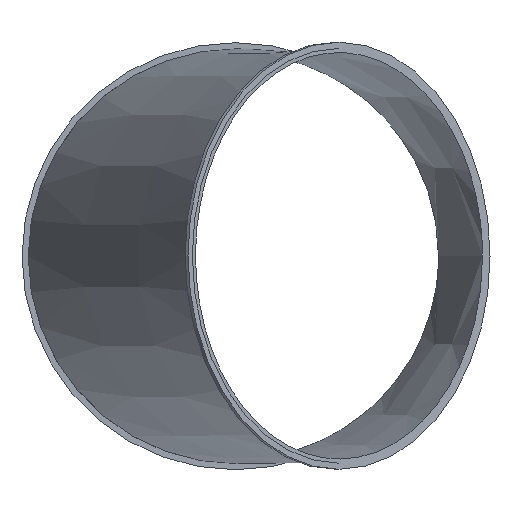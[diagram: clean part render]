
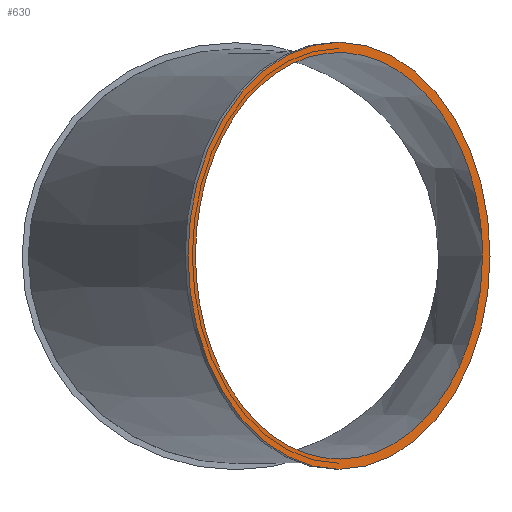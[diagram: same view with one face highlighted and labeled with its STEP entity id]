
A CAD part, top view. The second image highlights one B-rep face of the part: STEP entity #630.
In plain terms, the highlighted planar face has unit normal (0.707, 0, 0.707).
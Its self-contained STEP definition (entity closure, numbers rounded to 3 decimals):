
#316=CARTESIAN_POINT('',(50.378,-101.,121.622));
#317=VERTEX_POINT('',#316);
#328=CARTESIAN_POINT('',(50.378,101.,121.622));
#329=VERTEX_POINT('',#328);
#419=CARTESIAN_POINT('',(123.917,0.,48.083));
#420=VERTEX_POINT('',#419);
#421=CARTESIAN_POINT('',(50.378,0.,121.622));
#422=DIRECTION('',(-0.707,0.,-0.707));
#423=DIRECTION('',(-0.707,0.0,0.707));
#424=AXIS2_PLACEMENT_3D('',#421,#422,#423);
#425=CIRCLE('',#424,104.);
#426=EDGE_CURVE('',#420,#420,#425,.T.);
#557=CARTESIAN_POINT('',(120.265,0.,51.735));
#558=VERTEX_POINT('',#557);
#566=CARTESIAN_POINT('',(117.317,28.448,54.683));
#567=CARTESIAN_POINT('',(119.939,16.07,52.061));
#568=CARTESIAN_POINT('',(120.824,3.085,51.176));
#569=CARTESIAN_POINT('',(119.025,-22.604,52.975));
#570=CARTESIAN_POINT('',(116.365,-35.065,55.635));
#571=CARTESIAN_POINT('',(107.822,-57.836,64.178));
#572=CARTESIAN_POINT('',(102.023,-67.931,69.977));
#573=CARTESIAN_POINT('',(88.021,-84.399,83.979));
#574=CARTESIAN_POINT('',(79.953,-90.618,92.047));
#575=CARTESIAN_POINT('',(62.597,-98.322,109.403));
#576=CARTESIAN_POINT('',(53.476,-99.737,118.524));
#577=CARTESIAN_POINT('',(35.361,-97.541,136.639));
#578=CARTESIAN_POINT('',(26.543,-93.95,145.457));
#579=CARTESIAN_POINT('',(10.361,-82.18,161.639));
#580=CARTESIAN_POINT('',(3.157,-74.109,168.843));
#581=CARTESIAN_POINT('',(-8.671,-54.502,180.671));
#582=CARTESIAN_POINT('',(-13.178,-43.147,185.178));
#583=CARTESIAN_POINT('',(-18.864,-18.625,190.864));
#584=CARTESIAN_POINT('',(-19.987,-5.689,191.987));
#585=CARTESIAN_POINT('',(-18.663,20.059,190.663));
#586=CARTESIAN_POINT('',(-16.231,32.627,188.231));
#587=CARTESIAN_POINT('',(-8.101,55.719,180.101));
#588=CARTESIAN_POINT('',(-2.485,66.026,174.485));
#589=CARTESIAN_POINT('',(11.212,82.997,160.788));
#590=CARTESIAN_POINT('',(19.159,89.504,152.841));
#591=CARTESIAN_POINT('',(36.358,97.837,135.642));
#592=CARTESIAN_POINT('',(45.443,99.588,126.557));
#593=CARTESIAN_POINT('',(63.578,98.066,108.422));
#594=CARTESIAN_POINT('',(72.454,94.807,99.546));
#595=CARTESIAN_POINT('',(88.837,83.657,83.163));
#596=CARTESIAN_POINT('',(96.185,75.867,75.815));
#597=CARTESIAN_POINT('',(105.726,60.882,66.274));
#598=CARTESIAN_POINT('',(108.745,54.935,63.255));
#599=CARTESIAN_POINT('',(113.807,42.2,58.193));
#600=CARTESIAN_POINT('',(115.834,35.451,56.166));
#601=CARTESIAN_POINT('',(117.317,28.448,54.683));
#602=B_SPLINE_CURVE_WITH_KNOTS('',3,(#566,#567,#568,#569,#570,#571,#572,#573,#574,#575,#576,#577,#578,#579,#580,#581,#582,#583,#584,#585,#586,#587,#588,#589,#590,#591,#592,#593,#594,#595,#596,#597,#598,#599,#600,#601),.UNSPECIFIED.,.T.,.U.,(4,2,2,2,2,2,2,2,2,2,2,2,2,2,2,2,2,4),(0.0,3.876,7.744,11.61,15.471,19.328,23.185,27.048,30.917,34.79,38.662,42.529,46.388,50.242,54.097,57.956,60.146,62.339),.UNSPECIFIED.);
#603=EDGE_CURVE('',#558,#558,#602,.T.);
#609=CARTESIAN_POINT('',(50.378,0.0,121.622));
#610=DIRECTION('',(-0.707,0.,-0.707));
#611=DIRECTION('',(-0.707,0.0,0.707));
#612=AXIS2_PLACEMENT_3D('',#609,#610,#611);
#613=PLANE('',#612);
#614=ORIENTED_EDGE('',*,*,#426,.F.);
#615=EDGE_LOOP('',(#614));
#616=FACE_OUTER_BOUND('',#615,.T.);
#617=ORIENTED_EDGE('',*,*,#603,.T.);
#618=EDGE_LOOP('',(#617));
#619=FACE_BOUND('',#618,.T.);
#620=CARTESIAN_POINT('',(50.378,0.0,121.622));
#621=DIRECTION('',(-0.707,0.,-0.707));
#622=DIRECTION('',(-0.707,0.,0.707));
#623=AXIS2_PLACEMENT_3D('',#620,#621,#622);
#624=CIRCLE('',#623,101.);
#625=EDGE_CURVE('',#317,#329,#624,.T.);
#626=ORIENTED_EDGE('',*,*,#625,.F.);
#627=ORIENTED_EDGE('',*,*,#625,.T.);
#628=EDGE_LOOP('',(#626,#627));
#629=FACE_BOUND('',#628,.T.);
#630=ADVANCED_FACE('',(#616,#619,#629),#613,.F.);
